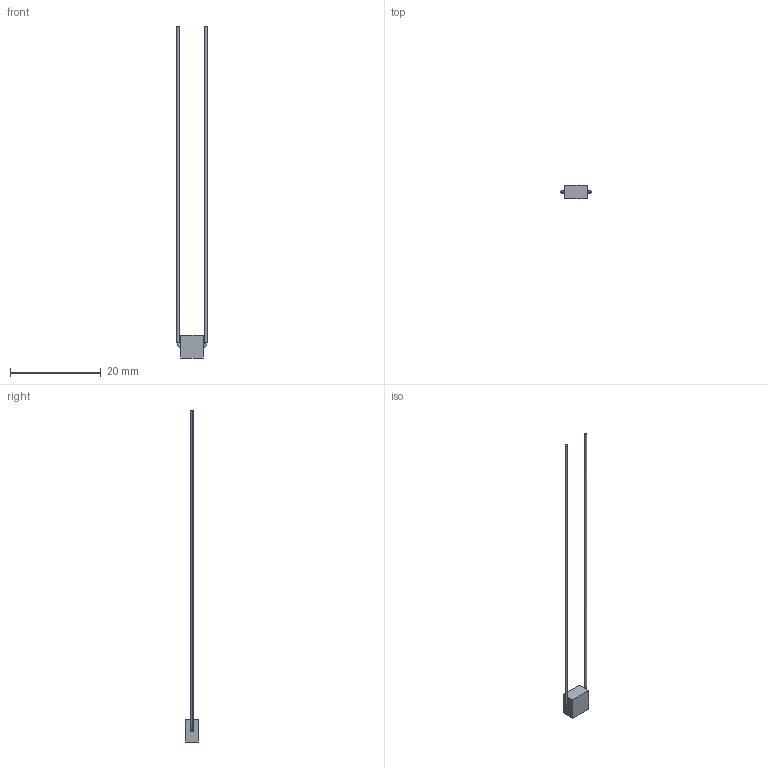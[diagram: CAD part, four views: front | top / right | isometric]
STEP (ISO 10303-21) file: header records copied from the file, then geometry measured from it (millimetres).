
FILE_DESCRIPTION (( 'STEP AP214' ), '1' );
FILE_NAME ('CTN003020.STEP', '2015-06-12T09:31:49', ( '' ), ( '' ), 'SwSTEP 2.0', 'SolidWorks 2014', '' );
FILE_SCHEMA (( 'AUTOMOTIVE_DESIGN' ));
Length unit declared in the file: millimetre
Products named in the file (1): CTN003020
Bounding box: 6.67 x 3 x 73.34 mm (x, y, z)
Volume: 106.6 mm3; surface area: 348.4 mm2
Topology: 1 solids, 1 shells, 16 faces, 32 edges, 20 vertices
Faces by surface type: bspline 8, plane 8
Entity records: 851 total; most frequent: CARTESIAN_POINT 429, ORIENTED_EDGE 64, DIRECTION 38, EDGE_CURVE 32, VERTEX_POINT 20, EDGE_LOOP 18, ADVANCED_FACE 16, FACE_OUTER_BOUND 16
